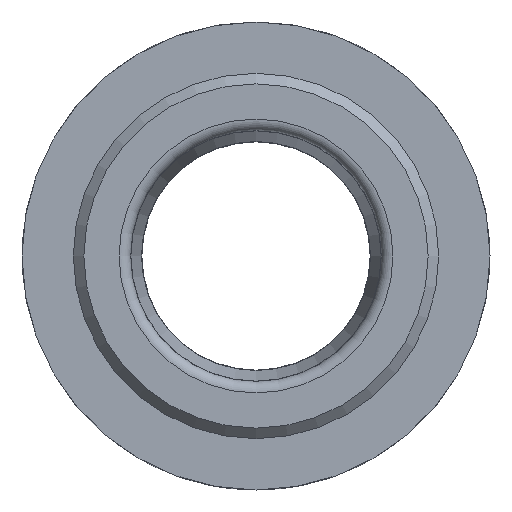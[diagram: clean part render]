
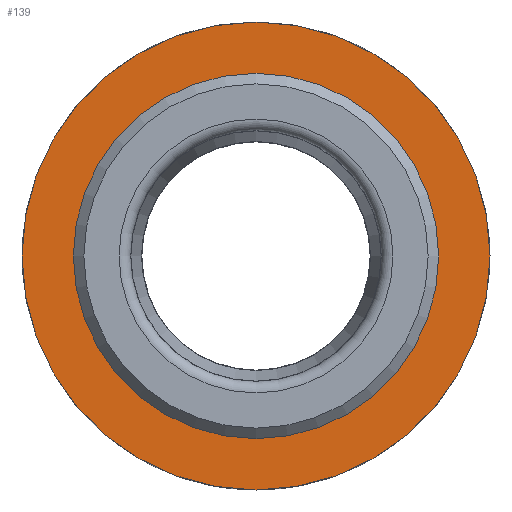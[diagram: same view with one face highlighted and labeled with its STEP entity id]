
A CAD part, left-side view. The second image highlights one B-rep face of the part: STEP entity #139.
In plain terms, the highlighted planar face has unit normal (-1, 0, 0).
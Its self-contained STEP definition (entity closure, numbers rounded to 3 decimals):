
#139 = ADVANCED_FACE( '', ( #302, #303 ), #304, .F. );
#302 = FACE_OUTER_BOUND( '', #483, .T. );
#303 = FACE_BOUND( '', #484, .T. );
#304 = PLANE( '', #485 );
#483 = EDGE_LOOP( '', ( #981 ) );
#484 = EDGE_LOOP( '', ( #982 ) );
#485 = AXIS2_PLACEMENT_3D( '', #983, #984, #985 );
#981 = ORIENTED_EDGE( '', *, *, #1205, .F. );
#982 = ORIENTED_EDGE( '', *, *, #1206, .T. );
#983 = CARTESIAN_POINT( '', ( 8., 15.08, 0. ) );
#984 = DIRECTION( '', ( 1., 0., 0. ) );
#985 = DIRECTION( '', ( 0., 0., -1. ) );
#1205 = EDGE_CURVE( '', #1470, #1470, #1471, .T. );
#1206 = EDGE_CURVE( '', #1472, #1472, #1473, .T. );
#1470 = VERTEX_POINT( '', #1974 );
#1471 = CIRCLE( '', #1975, 20.5 );
#1472 = VERTEX_POINT( '', #1976 );
#1473 = CIRCLE( '', #1977, 15.08 );
#1974 = CARTESIAN_POINT( '', ( 8., 0., -20.5 ) );
#1975 = AXIS2_PLACEMENT_3D( '', #2201, #2202, #2203 );
#1976 = CARTESIAN_POINT( '', ( 8., 0., -15.08 ) );
#1977 = AXIS2_PLACEMENT_3D( '', #2204, #2205, #2206 );
#2201 = CARTESIAN_POINT( '', ( 8., 0., 0. ) );
#2202 = DIRECTION( '', ( 1., 0., 0. ) );
#2203 = DIRECTION( '', ( 0., 0., -1. ) );
#2204 = CARTESIAN_POINT( '', ( 8., 0., 0. ) );
#2205 = DIRECTION( '', ( 1., 0., 0. ) );
#2206 = DIRECTION( '', ( 0., 0., -1. ) );
